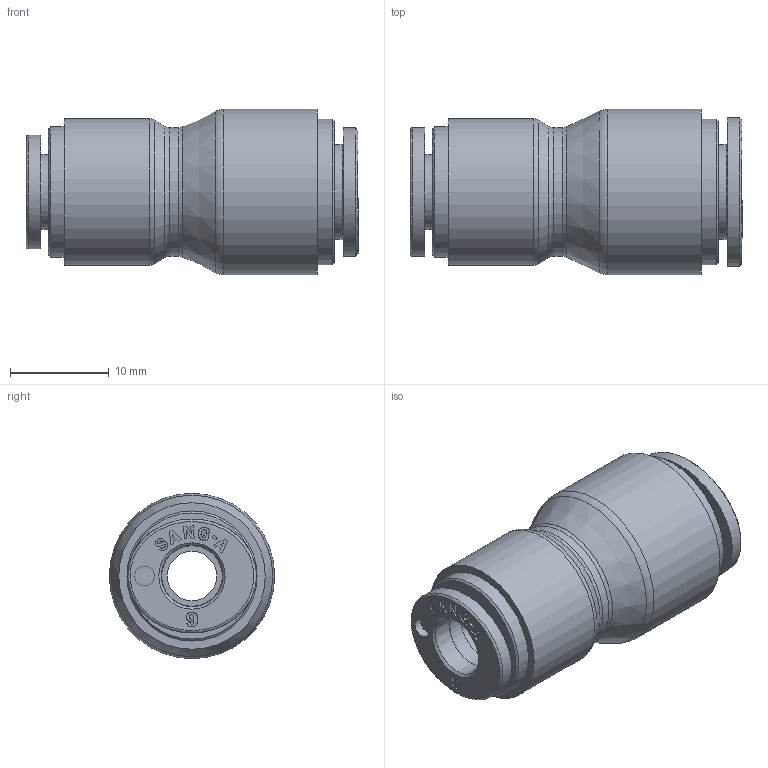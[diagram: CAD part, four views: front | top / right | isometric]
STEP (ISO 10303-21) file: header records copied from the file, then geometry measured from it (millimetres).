
FILE_DESCRIPTION((''),'2;1');
FILE_NAME('CR-PG 0806.stp','2020-08-25T15:38:07',('user'),(''),'Autodesk Inventor 2013','Autodesk Inventor 2013','');
FILE_SCHEMA(('AUTOMOTIVE_DESIGN { 1 0 10303 214 1 1 1 1 }'));
Length unit declared in the file: millimetre
Products named in the file (8): 조립품17; CR-PG 0806 BODY; CR-COLLAR 06; HR-Collar 06L(SUS); CR-SLEEVE 06; CR-COLLAR 08; HR-Collar 08L(SUS); CR-SLEEVE 08
Assembly tree (7 placements, depth 3):
  조립품17
    CR-PG 0806 BODY
    CR-COLLAR 06
      HR-Collar 06L(SUS)
      CR-SLEEVE 06
    CR-COLLAR 08
      HR-Collar 08L(SUS)
      CR-SLEEVE 08
Bounding box: 33.55 x 16.7 x 16.7 mm (x, y, z)
Volume: 4394.8 mm3; surface area: 3511.6 mm2
Topology: 5 solids, 5 shells, 593 faces, 1643 edges, 1092 vertices
Faces by surface type: plane 513, bspline 40, cylinder 27, cone 9, torus 4
Full cylindrical faces by diameter (mm): 1.5 x1, 2 x1, 5 x1, 6.198 x1, 6.2 x1, 7.5 x1, 8.2 x2, 9.6 x1, 13 x1, 13.15 x1, 14.7 x1, 14.8 x1, 16.7 x1
Entity records: 19389 total; most frequent: CARTESIAN_POINT 4141, ORIENTED_EDGE 3218, DIRECTION 2882, EDGE_CURVE 1609, VECTOR 1462, LINE 1462, VERTEX_POINT 1087, AXIS2_PLACEMENT_3D 710
